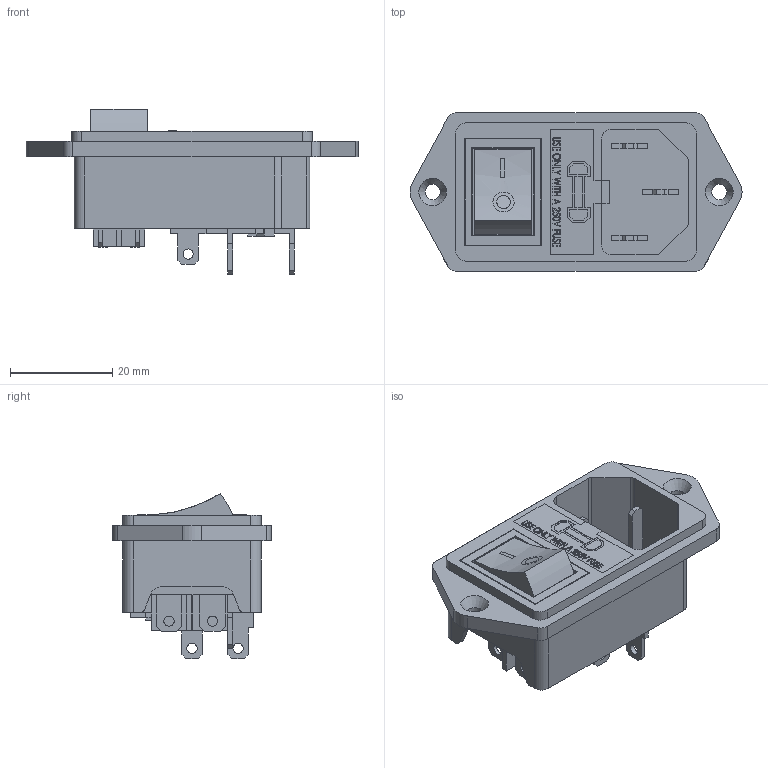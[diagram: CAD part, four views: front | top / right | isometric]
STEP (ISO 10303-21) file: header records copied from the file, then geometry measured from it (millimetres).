
FILE_DESCRIPTION (( 'STEP AP214' ), '1' );
FILE_NAME ('AC Power Switch Assy.STEP', '2020-10-07T08:10:43', ( '' ), ( '' ), 'SwSTEP 2.0', 'SolidWorks 2014', '' );
FILE_SCHEMA (( 'AUTOMOTIVE_DESIGN' ));
Length unit declared in the file: millimetre
Products named in the file (4): AC Power Switch Assy; Switch; AC Power Switch; Fuse Holder
Assembly tree (3 placements, depth 2):
  AC Power Switch Assy
    AC Power Switch
    Switch
    Fuse Holder
Bounding box: 64.88 x 31 x 32.26 mm (x, y, z)
Volume: 13323.8 mm3; surface area: 15285.9 mm2
Topology: 7 solids, 7 shells, 702 faces, 1926 edges, 1276 vertices
Faces by surface type: plane 546, bspline 83, cylinder 67, sphere 4, cone 2
Full cylindrical faces by diameter (mm): 2 x7, 3 x2, 4.5 x1
Entity records: 30664 total; most frequent: CARTESIAN_POINT 9257, ORIENTED_EDGE 3816, DIRECTION 3115, EDGE_CURVE 1908, VECTOR 1601, LINE 1601, VERTEX_POINT 1274, EDGE_LOOP 790
